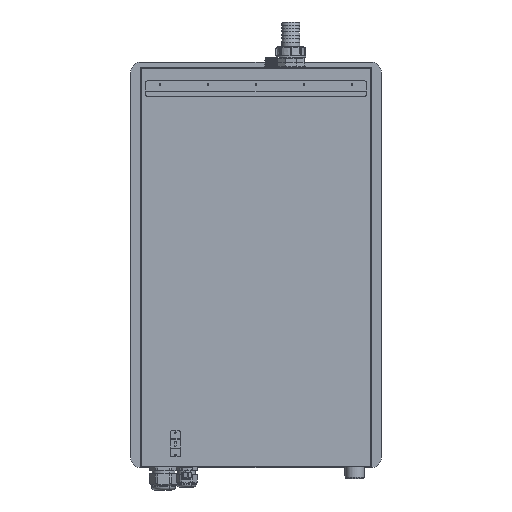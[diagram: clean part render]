
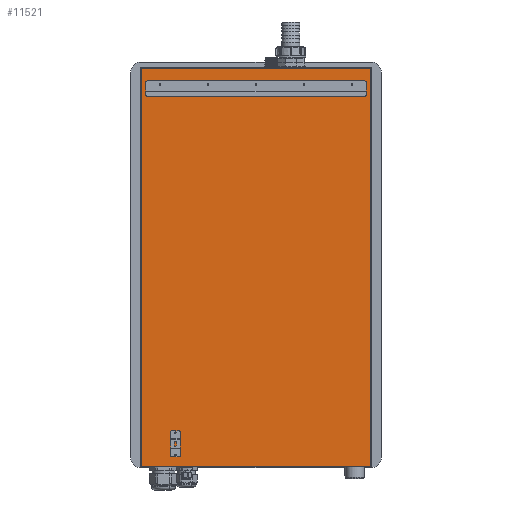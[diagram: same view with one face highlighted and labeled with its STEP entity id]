
A CAD part, left-side view. The second image highlights one B-rep face of the part: STEP entity #11521.
In plain terms, the highlighted planar face has unit normal (-1, 0, 0).
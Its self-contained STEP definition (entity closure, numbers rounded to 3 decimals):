
#740=DIRECTION('',(0.,0.,-1.));
#741=VECTOR('',#740,17.9);
#742=CARTESIAN_POINT('',(-181.5,-157.5,457.));
#743=LINE('',#742,#741);
#744=CARTESIAN_POINT('',(-181.5,-154.5,457.));
#745=DIRECTION('',(1.,0.,0.));
#746=DIRECTION('',(0.,0.,1.));
#747=AXIS2_PLACEMENT_3D('',#744,#745,#746);
#749=DIRECTION('',(0.,1.,0.));
#750=VECTOR('',#749,454.);
#751=CARTESIAN_POINT('',(-181.5,-154.5,460.));
#752=LINE('',#751,#750);
#753=CARTESIAN_POINT('',(-181.5,299.5,457.));
#754=DIRECTION('',(1.,0.,0.));
#755=DIRECTION('',(0.,1.,0.));
#756=AXIS2_PLACEMENT_3D('',#753,#754,#755);
#758=DIRECTION('',(0.,0.,-1.));
#759=VECTOR('',#758,17.9);
#760=CARTESIAN_POINT('',(-181.5,302.5,457.));
#761=LINE('',#760,#759);
#762=DIRECTION('',(0.,-1.,0.));
#763=VECTOR('',#762,460.);
#764=CARTESIAN_POINT('',(-181.5,302.5,439.1));
#765=LINE('',#764,#763);
#816=DIRECTION('',(0.,0.,-1.));
#817=VECTOR('',#816,14.9);
#818=CARTESIAN_POINT('',(-181.5,250.5,-271.65));
#819=LINE('',#818,#817);
#820=DIRECTION('',(0.,-1.,0.));
#821=VECTOR('',#820,20.);
#822=CARTESIAN_POINT('',(-181.5,250.5,-286.55));
#823=LINE('',#822,#821);
#824=DIRECTION('',(0.,0.,-1.));
#825=VECTOR('',#824,14.9);
#826=CARTESIAN_POINT('',(-181.5,230.5,-271.65));
#827=LINE('',#826,#825);
#828=CARTESIAN_POINT('',(-181.5,232.5,-271.65));
#829=DIRECTION('',(-1.,0.,0.));
#830=DIRECTION('',(0.,-1.,0.));
#831=AXIS2_PLACEMENT_3D('',#828,#829,#830);
#833=DIRECTION('',(0.,-1.,0.));
#834=VECTOR('',#833,16.);
#835=CARTESIAN_POINT('',(-181.5,248.5,-269.65));
#836=LINE('',#835,#834);
#837=CARTESIAN_POINT('',(-181.5,248.5,-271.65));
#838=DIRECTION('',(-1.,0.,0.));
#839=DIRECTION('',(0.,0.,1.));
#840=AXIS2_PLACEMENT_3D('',#837,#838,#839);
#842=DIRECTION('',(0.,0.,-1.));
#843=VECTOR('',#842,14.9);
#844=CARTESIAN_POINT('',(-181.5,250.5,-306.75));
#845=LINE('',#844,#843);
#846=CARTESIAN_POINT('',(-181.5,248.5,-321.65));
#847=DIRECTION('',(-1.,0.,0.));
#848=DIRECTION('',(0.,1.,0.));
#849=AXIS2_PLACEMENT_3D('',#846,#847,#848);
#851=DIRECTION('',(0.,-1.,0.));
#852=VECTOR('',#851,16.);
#853=CARTESIAN_POINT('',(-181.5,248.5,-323.65));
#854=LINE('',#853,#852);
#855=CARTESIAN_POINT('',(-181.5,232.5,-321.65));
#856=DIRECTION('',(-1.,0.,0.));
#857=DIRECTION('',(0.,0.,-1.));
#858=AXIS2_PLACEMENT_3D('',#855,#856,#857);
#860=DIRECTION('',(0.,0.,-1.));
#861=VECTOR('',#860,14.9);
#862=CARTESIAN_POINT('',(-181.5,230.5,-306.75));
#863=LINE('',#862,#861);
#864=DIRECTION('',(0.,-1.,0.));
#865=VECTOR('',#864,20.);
#866=CARTESIAN_POINT('',(-181.5,250.5,-306.75));
#867=LINE('',#866,#865);
#888=DIRECTION('',(0.,0.,-1.));
#889=VECTOR('',#888,830.5);
#890=CARTESIAN_POINT('',(-181.5,-166.3,486.8));
#891=LINE('',#890,#889);
#892=DIRECTION('',(0.,1.,0.));
#893=VECTOR('',#892,477.7);
#894=CARTESIAN_POINT('',(-181.5,-166.3,-343.7));
#895=LINE('',#894,#893);
#896=DIRECTION('',(0.,0.,1.));
#897=VECTOR('',#896,830.5);
#898=CARTESIAN_POINT('',(-181.5,311.4,-343.7));
#899=LINE('',#898,#897);
#900=DIRECTION('',(0.,1.,0.));
#901=VECTOR('',#900,477.7);
#902=CARTESIAN_POINT('',(-181.5,-166.3,486.8));
#903=LINE('',#902,#901);
#8591=CARTESIAN_POINT('',(-181.5,-166.3,486.8));
#8592=CARTESIAN_POINT('',(-181.5,-166.3,-343.7));
#8593=VERTEX_POINT('',#8591);
#8594=VERTEX_POINT('',#8592);
#8607=CARTESIAN_POINT('',(-181.5,311.4,-343.7));
#8608=VERTEX_POINT('',#8607);
#8615=CARTESIAN_POINT('',(-181.5,311.4,486.8));
#8616=VERTEX_POINT('',#8615);
#8762=CARTESIAN_POINT('',(-181.5,-157.5,457.));
#8763=CARTESIAN_POINT('',(-181.5,-157.5,439.1));
#8764=VERTEX_POINT('',#8762);
#8765=VERTEX_POINT('',#8763);
#8766=CARTESIAN_POINT('',(-181.5,-154.5,460.));
#8767=CARTESIAN_POINT('',(-181.5,299.5,460.));
#8768=VERTEX_POINT('',#8766);
#8769=VERTEX_POINT('',#8767);
#8770=CARTESIAN_POINT('',(-181.5,302.5,457.));
#8771=CARTESIAN_POINT('',(-181.5,302.5,439.1));
#8772=VERTEX_POINT('',#8770);
#8773=VERTEX_POINT('',#8771);
#8882=CARTESIAN_POINT('',(-181.5,250.5,-271.65));
#8883=CARTESIAN_POINT('',(-181.5,250.5,-286.55));
#8884=VERTEX_POINT('',#8882);
#8885=VERTEX_POINT('',#8883);
#8886=CARTESIAN_POINT('',(-181.5,248.5,-269.65));
#8887=CARTESIAN_POINT('',(-181.5,232.5,-269.65));
#8888=VERTEX_POINT('',#8886);
#8889=VERTEX_POINT('',#8887);
#8890=CARTESIAN_POINT('',(-181.5,230.5,-271.65));
#8891=CARTESIAN_POINT('',(-181.5,230.5,-286.55));
#8892=VERTEX_POINT('',#8890);
#8893=VERTEX_POINT('',#8891);
#8894=CARTESIAN_POINT('',(-181.5,250.5,-306.75));
#8895=CARTESIAN_POINT('',(-181.5,250.5,-321.65));
#8896=VERTEX_POINT('',#8894);
#8897=VERTEX_POINT('',#8895);
#8898=CARTESIAN_POINT('',(-181.5,230.5,-306.75));
#8899=CARTESIAN_POINT('',(-181.5,230.5,-321.65));
#8900=VERTEX_POINT('',#8898);
#8901=VERTEX_POINT('',#8899);
#8902=CARTESIAN_POINT('',(-181.5,248.5,-323.65));
#8903=CARTESIAN_POINT('',(-181.5,232.5,-323.65));
#8904=VERTEX_POINT('',#8902);
#8905=VERTEX_POINT('',#8903);
#11466=CARTESIAN_POINT('',(-181.5,312.6,488.));
#11467=DIRECTION('',(-1.,0.,0.));
#11468=DIRECTION('',(0.,0.,-1.));
#11469=AXIS2_PLACEMENT_3D('',#11466,#11467,#11468);
#11470=PLANE('',#11469);
#11472=ORIENTED_EDGE('',*,*,#11471,.T.);
#11473=ORIENTED_EDGE('',*,*,#11348,.T.);
#11474=ORIENTED_EDGE('',*,*,#11372,.T.);
#11476=ORIENTED_EDGE('',*,*,#11475,.F.);
#11477=EDGE_LOOP('',(#11472,#11473,#11474,#11476));
#11478=FACE_OUTER_BOUND('',#11477,.F.);
#11480=ORIENTED_EDGE('',*,*,#11479,.F.);
#11482=ORIENTED_EDGE('',*,*,#11481,.F.);
#11484=ORIENTED_EDGE('',*,*,#11483,.T.);
#11486=ORIENTED_EDGE('',*,*,#11485,.F.);
#11488=ORIENTED_EDGE('',*,*,#11487,.T.);
#11490=ORIENTED_EDGE('',*,*,#11489,.T.);
#11491=EDGE_LOOP('',(#11480,#11482,#11484,#11486,#11488,#11490));
#11492=FACE_BOUND('',#11491,.F.);
#11494=ORIENTED_EDGE('',*,*,#11493,.T.);
#11496=ORIENTED_EDGE('',*,*,#11495,.T.);
#11498=ORIENTED_EDGE('',*,*,#11497,.F.);
#11500=ORIENTED_EDGE('',*,*,#11499,.T.);
#11502=ORIENTED_EDGE('',*,*,#11501,.F.);
#11504=ORIENTED_EDGE('',*,*,#11503,.T.);
#11505=EDGE_LOOP('',(#11494,#11496,#11498,#11500,#11502,#11504));
#11506=FACE_BOUND('',#11505,.F.);
#11508=ORIENTED_EDGE('',*,*,#11507,.T.);
#11510=ORIENTED_EDGE('',*,*,#11509,.T.);
#11512=ORIENTED_EDGE('',*,*,#11511,.T.);
#11514=ORIENTED_EDGE('',*,*,#11513,.T.);
#11516=ORIENTED_EDGE('',*,*,#11515,.F.);
#11518=ORIENTED_EDGE('',*,*,#11517,.F.);
#11519=EDGE_LOOP('',(#11508,#11510,#11512,#11514,#11516,#11518));
#11520=FACE_BOUND('',#11519,.F.);
#748=CIRCLE('',#747,3.);
#757=CIRCLE('',#756,3.);
#832=CIRCLE('',#831,2.);
#841=CIRCLE('',#840,2.);
#850=CIRCLE('',#849,2.);
#859=CIRCLE('',#858,2.);
#11348=EDGE_CURVE('',#8594,#8608,#895,.T.);
#11372=EDGE_CURVE('',#8608,#8616,#899,.T.);
#11471=EDGE_CURVE('',#8593,#8594,#891,.T.);
#11475=EDGE_CURVE('',#8593,#8616,#903,.T.);
#11479=EDGE_CURVE('',#8764,#8765,#743,.T.);
#11481=EDGE_CURVE('',#8768,#8764,#748,.T.);
#11483=EDGE_CURVE('',#8768,#8769,#752,.T.);
#11485=EDGE_CURVE('',#8772,#8769,#757,.T.);
#11487=EDGE_CURVE('',#8772,#8773,#761,.T.);
#11489=EDGE_CURVE('',#8773,#8765,#765,.T.);
#11493=EDGE_CURVE('',#8884,#8885,#819,.T.);
#11495=EDGE_CURVE('',#8885,#8893,#823,.T.);
#11497=EDGE_CURVE('',#8892,#8893,#827,.T.);
#11499=EDGE_CURVE('',#8892,#8889,#832,.T.);
#11501=EDGE_CURVE('',#8888,#8889,#836,.T.);
#11503=EDGE_CURVE('',#8888,#8884,#841,.T.);
#11507=EDGE_CURVE('',#8896,#8897,#845,.T.);
#11509=EDGE_CURVE('',#8897,#8904,#850,.T.);
#11511=EDGE_CURVE('',#8904,#8905,#854,.T.);
#11513=EDGE_CURVE('',#8905,#8901,#859,.T.);
#11515=EDGE_CURVE('',#8900,#8901,#863,.T.);
#11517=EDGE_CURVE('',#8896,#8900,#867,.T.);
#11521=ADVANCED_FACE('',(#11478,#11492,#11506,#11520),#11470,.T.);
